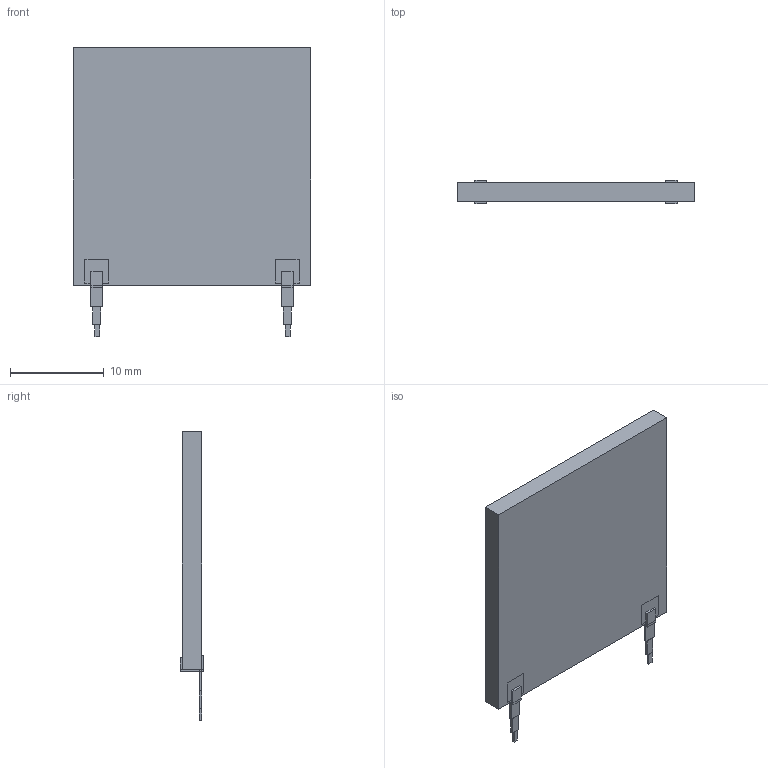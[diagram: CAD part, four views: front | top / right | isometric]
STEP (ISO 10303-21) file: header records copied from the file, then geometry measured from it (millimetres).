
FILE_DESCRIPTION((''),'2;1');
FILE_NAME('RES_TYCO_MPC10.stp','2012-06-14T13:51:46',(''),(''),'Mechanical Desktop 2011','Mechanical Desktop 2011',', , ');
FILE_SCHEMA(('AUTOMOTIVE_DESIGN { 1 2 10303 214 1 1 1 1 }'));
Length unit declared in the file: millimetre
Products named in the file (1): Product
Bounding box: 25.4 x 2.54 x 30.86 mm (x, y, z)
Volume: 1317 mm3; surface area: 1598.3 mm2
Topology: 15 solids, 15 shells, 100 faces, 204 edges, 136 vertices
Faces by surface type: plane 76, bspline 24
Entity records: 2606 total; most frequent: CARTESIAN_POINT 513, ORIENTED_EDGE 408, DIRECTION 358, VECTOR 204, LINE 204, EDGE_CURVE 204, VERTEX_POINT 136, EDGE_LOOP 102
